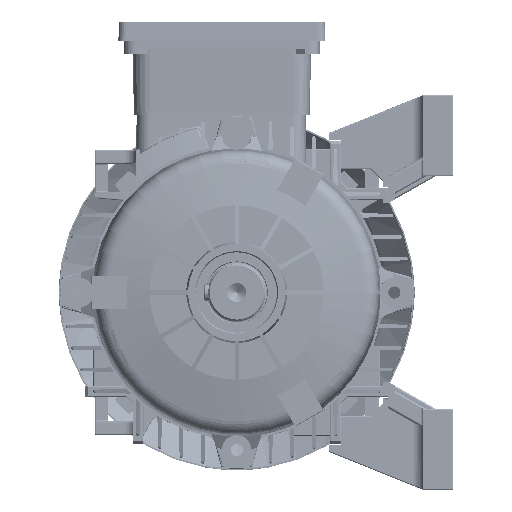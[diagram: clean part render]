
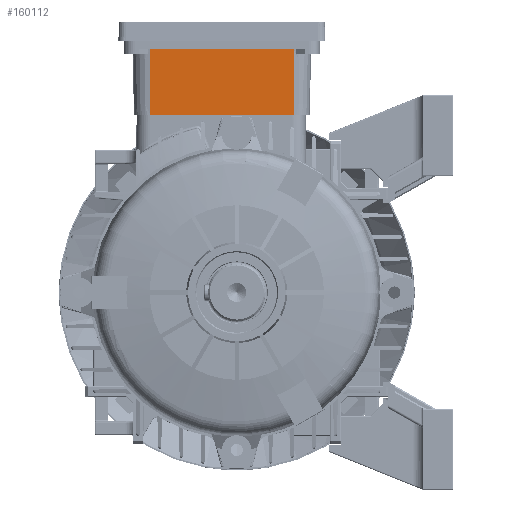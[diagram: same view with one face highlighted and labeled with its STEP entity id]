
A CAD part, left-side view. The second image highlights one B-rep face of the part: STEP entity #160112.
In plain terms, the highlighted face is planar.
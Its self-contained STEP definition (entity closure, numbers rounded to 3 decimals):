
#949 = VECTOR ( 'NONE', #179078, 1000. ) ;
#16757 = EDGE_CURVE ( 'NONE', #48738, #214656, #183660, .T. ) ;
#18350 = FACE_OUTER_BOUND ( 'NONE', #123876, .T. ) ;
#24141 = ORIENTED_EDGE ( 'NONE', *, *, #16757, .F. ) ;
#30770 = ORIENTED_EDGE ( 'NONE', *, *, #64596, .T. ) ;
#33834 = DIRECTION ( 'NONE',  ( 0., 1., -0.021 ) ) ;
#37648 = AXIS2_PLACEMENT_3D ( 'NONE', #185617, #33834, #51550 ) ;
#48738 = VERTEX_POINT ( 'NONE', #167578 ) ;
#49854 = VECTOR ( 'NONE', #101054, 1000. ) ;
#51550 = DIRECTION ( 'NONE',  ( 0., 0.021, 1. ) ) ;
#59156 = LINE ( 'NONE', #146651, #82827 ) ;
#60033 = CARTESIAN_POINT ( 'NONE',  ( 118., 131.016, 48.5 ) ) ;
#64596 = EDGE_CURVE ( 'NONE', #161939, #214656, #59156, .T. ) ;
#68796 = ORIENTED_EDGE ( 'NONE', *, *, #172774, .F. ) ;
#70747 = ORIENTED_EDGE ( 'NONE', *, *, #189464, .T. ) ;
#71075 = LINE ( 'NONE', #86586, #49854 ) ;
#82827 = VECTOR ( 'NONE', #179876, 1000. ) ;
#86586 = CARTESIAN_POINT ( 'NONE',  ( 12., 131.016, 48.5 ) ) ;
#101054 = DIRECTION ( 'NONE',  ( -1., 0., 0. ) ) ;
#103827 = DIRECTION ( 'NONE',  ( 0., -0.021, -1. ) ) ;
#106610 = CARTESIAN_POINT ( 'NONE',  ( 12., 130., 0. ) ) ;
#123876 = EDGE_LOOP ( 'NONE', ( #30770, #24141, #68796, #70747 ) ) ;
#133583 = PLANE ( 'NONE',  #37648 ) ;
#146651 = CARTESIAN_POINT ( 'NONE',  ( 12., 130., 0. ) ) ;
#159573 = CARTESIAN_POINT ( 'NONE',  ( 118., 130., 0. ) ) ;
#160112 = ADVANCED_FACE ( 'NONE', ( #18350 ), #133583, .T. ) ;
#161939 = VERTEX_POINT ( 'NONE', #159573 ) ;
#167578 = CARTESIAN_POINT ( 'NONE',  ( 12., 131.016, 48.5 ) ) ;
#172774 = EDGE_CURVE ( 'NONE', #198021, #48738, #71075, .T. ) ;
#179078 = DIRECTION ( 'NONE',  ( 0., -0.021, -1. ) ) ;
#179876 = DIRECTION ( 'NONE',  ( -1., 0., 0. ) ) ;
#183660 = LINE ( 'NONE', #203486, #188140 ) ;
#185617 = CARTESIAN_POINT ( 'NONE',  ( 12., 130., 0. ) ) ;
#188140 = VECTOR ( 'NONE', #103827, 1000. ) ;
#189464 = EDGE_CURVE ( 'NONE', #198021, #161939, #215564, .T. ) ;
#198021 = VERTEX_POINT ( 'NONE', #60033 ) ;
#203486 = CARTESIAN_POINT ( 'NONE',  ( 12., 130., 0. ) ) ;
#214479 = CARTESIAN_POINT ( 'NONE',  ( 118., 130., 0. ) ) ;
#214656 = VERTEX_POINT ( 'NONE', #106610 ) ;
#215564 = LINE ( 'NONE', #214479, #949 ) ;
